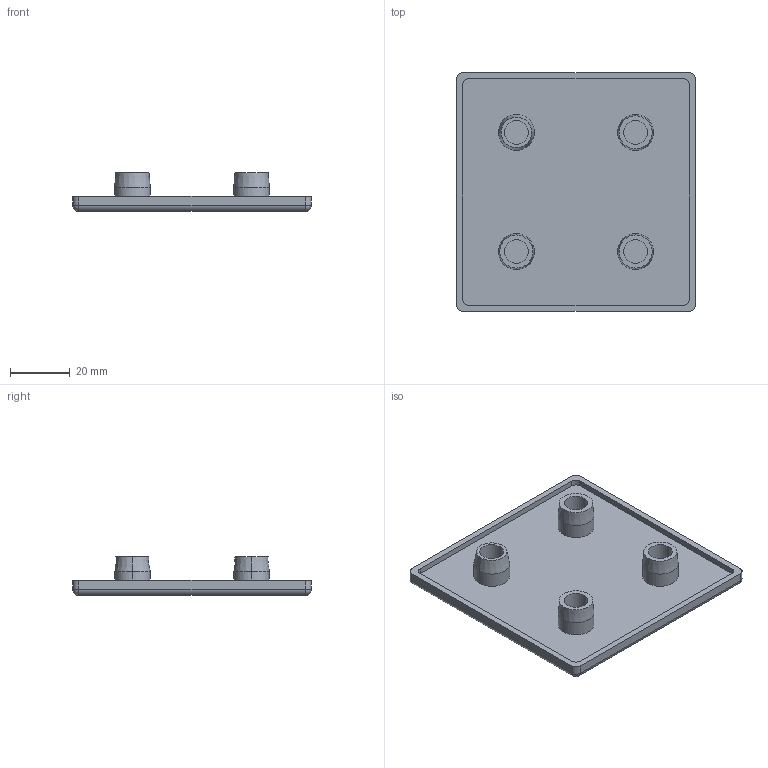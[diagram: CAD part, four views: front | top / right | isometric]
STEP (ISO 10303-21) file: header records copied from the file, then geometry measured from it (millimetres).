
FILE_DESCRIPTION (( 'STEP AP214' ), '1' );
FILE_NAME ('5.08.SP80.STEP', '2025-06-12T20:04:00', ( '' ), ( '' ), 'SwSTEP 2.0', 'SolidWorks 2023', '' );
FILE_SCHEMA (( 'AUTOMOTIVE_DESIGN' ));
Length unit declared in the file: millimetre
Products named in the file (1): 5.08.SP80
Bounding box: 80 x 80 x 13 mm (x, y, z)
Volume: 22482.2 mm3; surface area: 17108.8 mm2
Topology: 1 solids, 1 shells, 61 faces, 132 edges, 78 vertices
Faces by surface type: cylinder 28, plane 19, cone 10, sphere 4
Entity records: 1655 total; most frequent: DIRECTION 318, CARTESIAN_POINT 268, ORIENTED_EDGE 256, EDGE_CURVE 128, AXIS2_PLACEMENT_3D 128, VERTEX_POINT 78, EDGE_LOOP 70, CIRCLE 66
